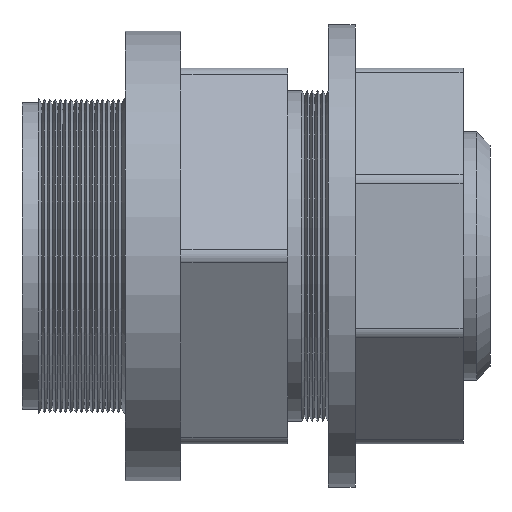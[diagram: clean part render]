
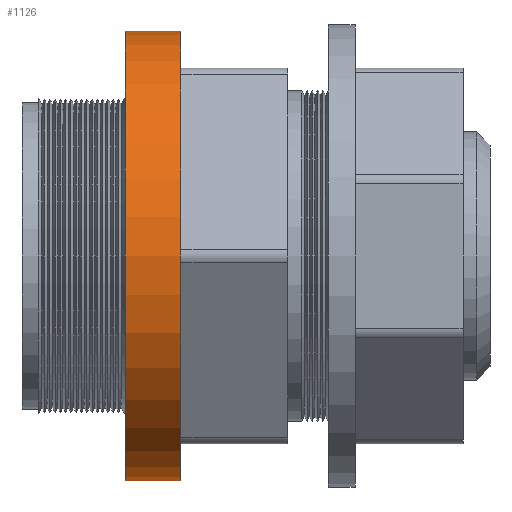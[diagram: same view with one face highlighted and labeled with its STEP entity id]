
A CAD part, left-side view. The second image highlights one B-rep face of the part: STEP entity #1126.
In plain terms, the highlighted cylindrical face has radius 21.59 mm (diameter 43.18 mm), a partial arc.
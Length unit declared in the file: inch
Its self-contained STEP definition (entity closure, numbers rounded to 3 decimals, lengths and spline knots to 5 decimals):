
#1039 = VERTEX_POINT ( 'NONE', #3146 ) ;
#1047 = EDGE_LOOP ( 'NONE', ( #1127, #1128, #1130, #1049 ) ) ;
#1049 = ORIENTED_EDGE ( 'NONE', *, *, #1050, .F. ) ;
#1050 = EDGE_CURVE ( 'NONE', #1039, #1095, #3164, .T. ) ;
#1095 = VERTEX_POINT ( 'NONE', #3180 ) ;
#1126 = ADVANCED_FACE ( 'NONE', ( #3341 ), #3340, .T. ) ;
#1127 = ORIENTED_EDGE ( 'NONE', *, *, #1145, .F. ) ;
#1128 = ORIENTED_EDGE ( 'NONE', *, *, #1129, .T. ) ;
#1129 = EDGE_CURVE ( 'NONE', #1163, #1131, #3295, .T. ) ;
#1130 = ORIENTED_EDGE ( 'NONE', *, *, #1154, .T. ) ;
#1131 = VERTEX_POINT ( 'NONE', #3290 ) ;
#1145 = EDGE_CURVE ( 'NONE', #1163, #1039, #3396, .T. ) ;
#1154 = EDGE_CURVE ( 'NONE', #1131, #1095, #3415, .T. ) ;
#1163 = VERTEX_POINT ( 'NONE', #3283 ) ;
#3143 = CARTESIAN_POINT ( 'NONE',  ( 0., 1.38, 0. ) ) ;
#3146 = CARTESIAN_POINT ( 'NONE',  ( 0., 1.38, -0.85 ) ) ;
#3161 = DIRECTION ( 'NONE',  ( 0., 0., 1. ) ) ;
#3162 = DIRECTION ( 'NONE',  ( 0., 1., 0. ) ) ;
#3163 = AXIS2_PLACEMENT_3D ( 'NONE', #3143, #3162, #3161 ) ;
#3164 = CIRCLE ( 'NONE', #3163, 0.85 ) ;
#3180 = CARTESIAN_POINT ( 'NONE',  ( 0., 1.38, 0.85 ) ) ;
#3265 = DIRECTION ( 'NONE',  ( 0., 0., 1. ) ) ;
#3274 = DIRECTION ( 'NONE',  ( 0., 1., 0. ) ) ;
#3275 = VECTOR ( 'NONE', #3274, 39.37008 ) ;
#3276 = CARTESIAN_POINT ( 'NONE',  ( 0., 1.84356, -0.85 ) ) ;
#3283 = CARTESIAN_POINT ( 'NONE',  ( 0., 1.169, -0.85 ) ) ;
#3290 = CARTESIAN_POINT ( 'NONE',  ( 0., 1.169, 0.85 ) ) ;
#3291 = DIRECTION ( 'NONE',  ( 0., 0., -1. ) ) ;
#3292 = DIRECTION ( 'NONE',  ( 0., 1., 0. ) ) ;
#3293 = CARTESIAN_POINT ( 'NONE',  ( 0., 1.169, 0. ) ) ;
#3294 = AXIS2_PLACEMENT_3D ( 'NONE', #3293, #3292, #3291 ) ;
#3295 = CIRCLE ( 'NONE', #3294, 0.85 ) ;
#3307 = DIRECTION ( 'NONE',  ( 0., 1., 0. ) ) ;
#3339 = CARTESIAN_POINT ( 'NONE',  ( 0., 1.84356, 0. ) ) ;
#3340 = CYLINDRICAL_SURFACE ( 'NONE', #3411, 0.85 ) ;
#3341 = FACE_OUTER_BOUND ( 'NONE', #1047, .T. ) ;
#3396 = LINE ( 'NONE', #3276, #3275 ) ;
#3410 = DIRECTION ( 'NONE',  ( 0., 1., 0. ) ) ;
#3411 = AXIS2_PLACEMENT_3D ( 'NONE', #3339, #3410, #3265 ) ;
#3413 = VECTOR ( 'NONE', #3307, 39.37008 ) ;
#3414 = CARTESIAN_POINT ( 'NONE',  ( 0., 1.84356, 0.85 ) ) ;
#3415 = LINE ( 'NONE', #3414, #3413 ) ;
